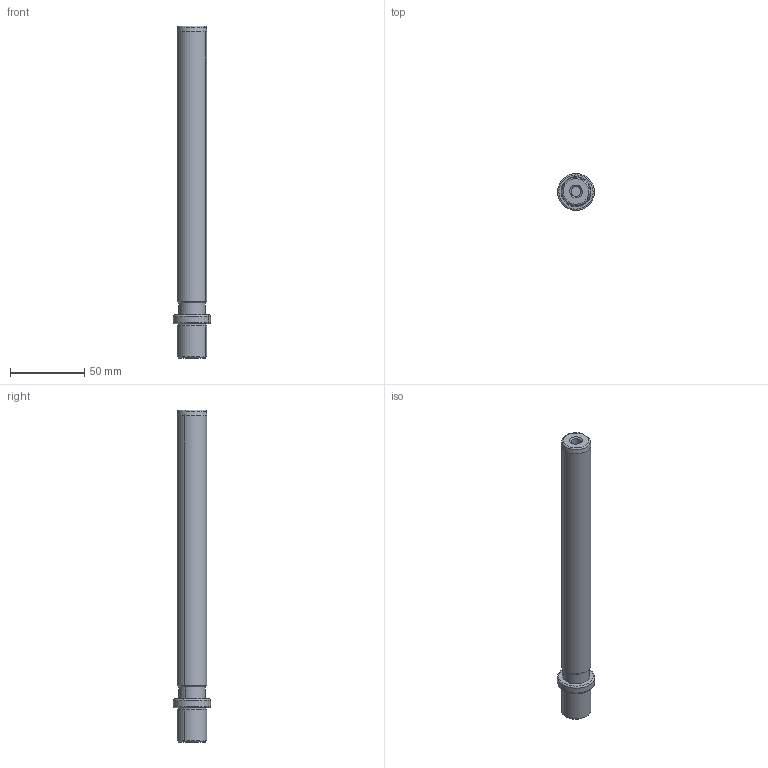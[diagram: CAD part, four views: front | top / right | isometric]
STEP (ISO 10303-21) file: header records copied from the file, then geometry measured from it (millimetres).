
FILE_DESCRIPTION(('CATIA V5 STEP Exchange'),'2;1');
FILE_NAME('RDCO304.20200.stp','2017-03-09T14:15:16+00:00',('none'),('none'),'CATIA Version 5 Release 19 GA (IN-10)','CATIA V5 STEP AP203','none');
FILE_SCHEMA(('CONFIG_CONTROL_DESIGN'));
Length unit declared in the file: millimetre
Products named in the file (1): RDCO304.20200
Bounding box: 24.99 x 24.99 x 223 mm (x, y, z)
Volume: 68324.8 mm3; surface area: 16225 mm2
Topology: 1 solids, 1 shells, 38 faces, 77 edges, 49 vertices
Faces by surface type: cylinder 14, cone 12, plane 6, torus 6
Entity records: 925 total; most frequent: CARTESIAN_POINT 151, ORIENTED_EDGE 148, DIRECTION 125, EDGE_CURVE 74, AXIS2_PLACEMENT_3D 73, CIRCLE 48, EDGE_LOOP 42, VERTEX_POINT 42
